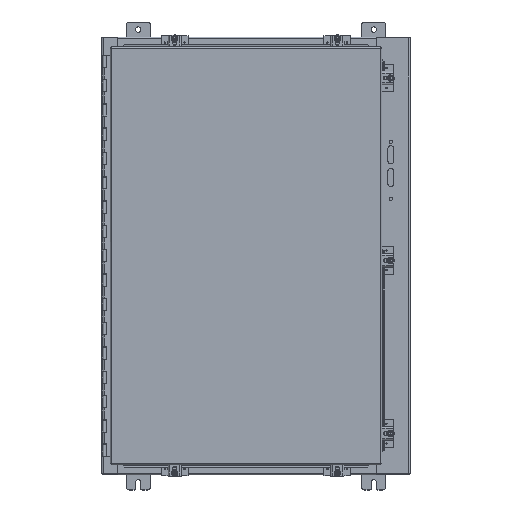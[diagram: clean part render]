
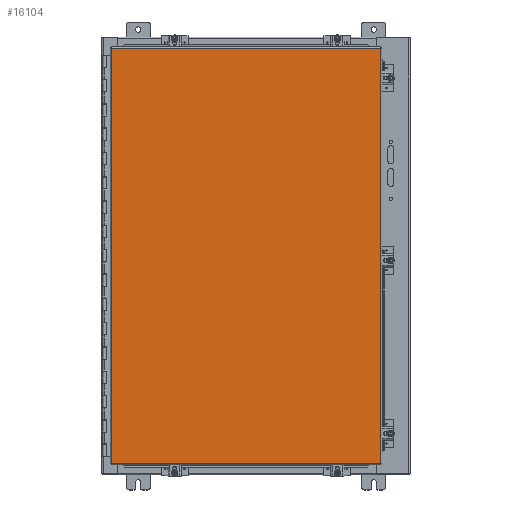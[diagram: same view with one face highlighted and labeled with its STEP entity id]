
A CAD part, top view. The second image highlights one B-rep face of the part: STEP entity #16104.
In plain terms, the highlighted planar face has unit normal (0, 0, 1).
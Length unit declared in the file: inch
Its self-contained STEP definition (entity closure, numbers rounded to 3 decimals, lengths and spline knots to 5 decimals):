
#2122=FACE_OUTER_BOUND('',#3014,.T.);
#3014=EDGE_LOOP('',(#13094,#13095,#13096,#13097));
#4490=LINE('',#26077,#5974);
#4496=LINE('',#26158,#5980);
#4502=LINE('',#26240,#5986);
#4509=LINE('',#26321,#5993);
#5974=VECTOR('',#20897,34.1645);
#5980=VECTOR('',#20911,22.13325);
#5986=VECTOR('',#20925,34.1645);
#5993=VECTOR('',#20942,22.13325);
#7282=VERTEX_POINT('',#26068);
#7283=VERTEX_POINT('',#26076);
#7286=VERTEX_POINT('',#26150);
#7290=VERTEX_POINT('',#26232);
#9277=EDGE_CURVE('',#7283,#7282,#4490,.T.);
#9287=EDGE_CURVE('',#7282,#7286,#4496,.T.);
#9297=EDGE_CURVE('',#7286,#7290,#4502,.T.);
#9308=EDGE_CURVE('',#7290,#7283,#4509,.T.);
#13094=ORIENTED_EDGE('',*,*,#9277,.T.);
#13095=ORIENTED_EDGE('',*,*,#9287,.T.);
#13096=ORIENTED_EDGE('',*,*,#9297,.T.);
#13097=ORIENTED_EDGE('',*,*,#9308,.T.);
#14737=PLANE('',#17324);
#16104=ADVANCED_FACE('',(#2122),#14737,.T.);
#17324=AXIS2_PLACEMENT_3D('',#26389,#20952,#20953);
#20897=DIRECTION('',(0.,1.,0.));
#20911=DIRECTION('',(-1.,0.,0.));
#20925=DIRECTION('',(0.,-1.,0.));
#20942=DIRECTION('',(1.,0.,0.));
#20952=DIRECTION('center_axis',(0.,0.,1.));
#20953=DIRECTION('ref_axis',(1.,0.,0.));
#26068=CARTESIAN_POINT('',(22.2385,34.26975,0.074));
#26076=CARTESIAN_POINT('',(22.2385,0.10525,0.074));
#26077=CARTESIAN_POINT('',(22.2385,8.64638,0.074));
#26150=CARTESIAN_POINT('',(0.10525,34.26975,0.074));
#26158=CARTESIAN_POINT('',(16.70519,34.26975,0.074));
#26232=CARTESIAN_POINT('',(0.10525,0.10525,0.074));
#26240=CARTESIAN_POINT('',(0.10525,25.72863,0.074));
#26321=CARTESIAN_POINT('',(5.63856,0.10525,0.074));
#26389=CARTESIAN_POINT('Origin',(11.17188,17.1875,0.074));
